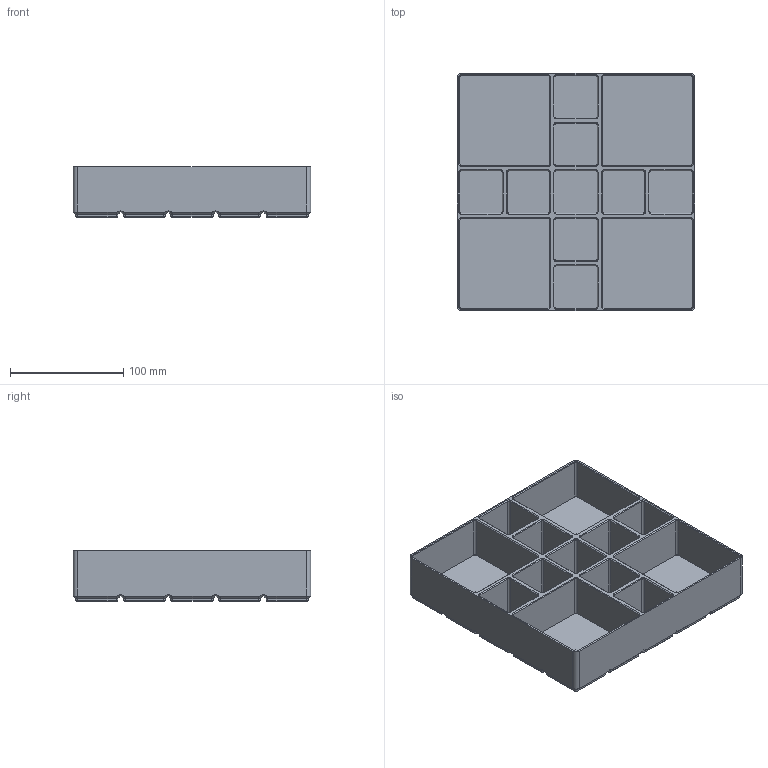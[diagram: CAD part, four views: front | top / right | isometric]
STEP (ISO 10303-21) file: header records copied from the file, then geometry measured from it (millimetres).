
FILE_DESCRIPTION(('Creo Elements/Direct Modeling STEP Export'),'2;1');
FILE_NAME('Gridfinity-5x5x45-17.stp','2023-01-07T11:09:12',(''),(''),'Creo Elements/Direct Modeling STEP processor for AP214 (Solid Model)','Creo Elements/Direct Modeling 20.3A 20-Jun-2020 (C) Parametric Technology GmbH','');
FILE_SCHEMA(('AUTOMOTIVE_DESIGN { 1 0 10303 214 1 1 1 1 }'));
Length unit declared in the file: millimetre
Products named in the file (2): 5x5x45-17
Assembly tree (1 placements, depth 2):
  5x5x45-17
    5x5x45-17
Bounding box: 209.5 x 209.5 x 45 mm (x, y, z)
Volume: 486215.3 mm3; surface area: 237205.3 mm2
Topology: 1 solids, 1 shells, 1455 faces, 3112 edges, 1872 vertices
Faces by surface type: plane 647, cylinder 556, cone 252
Entity records: 43376 total; most frequent: CARTESIAN_POINT 12814, DIRECTION 6280, ORIENTED_EDGE 6224, EDGE_CURVE 3112, AXIS2_PLACEMENT_3D 2272, VERTEX_POINT 1872, VECTOR 1736, LINE 1736
